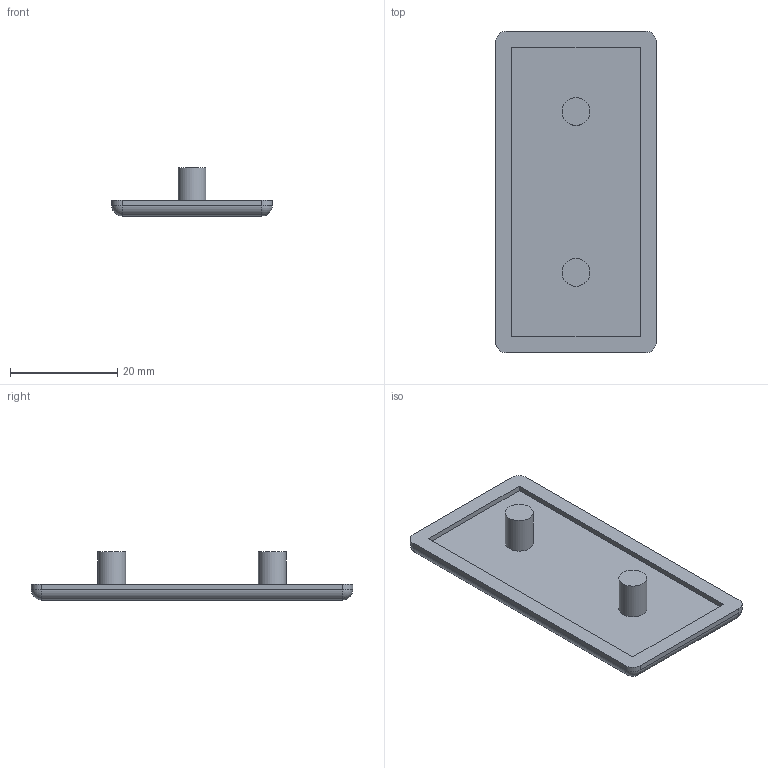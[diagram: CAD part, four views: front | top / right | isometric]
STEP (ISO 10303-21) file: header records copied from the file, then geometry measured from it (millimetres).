
FILE_DESCRIPTION(('STEP AP203'),'1');
FILE_NAME('BASE06E2985.stp','2023-10-02T12:15:38',(' '),(' '),'Spatial InterOp 3D',' ',' ');
FILE_SCHEMA(('CONFIG_CONTROL_DESIGN'));
Length unit declared in the file: millimetre
Products named in the file (1): Embout 6 60x30 gris
Bounding box: 30 x 60 x 9 mm (x, y, z)
Volume: 4241.9 mm3; surface area: 4354.2 mm2
Topology: 1 solids, 1 shells, 27 faces, 58 edges, 32 vertices
Faces by surface type: plane 13, cylinder 10, sphere 4
Full cylindrical faces by diameter (mm): 5.2 x2
Entity records: 858 total; most frequent: DIRECTION 128, CARTESIAN_POINT 112, ORIENTED_EDGE 104, EDGE_CURVE 52, AXIS2_PLACEMENT_3D 48, EDGE_LOOP 32, VERTEX_POINT 32, LINE 32
